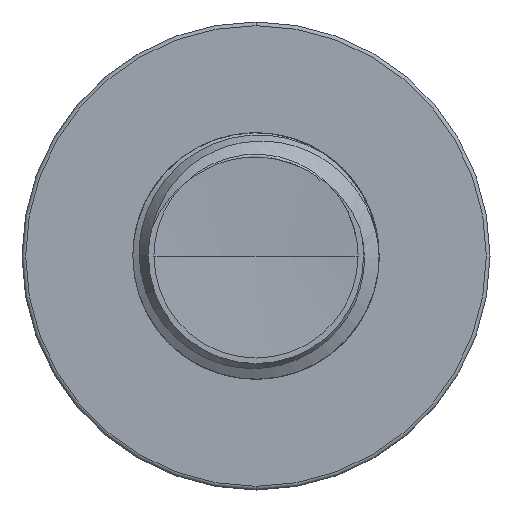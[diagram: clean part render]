
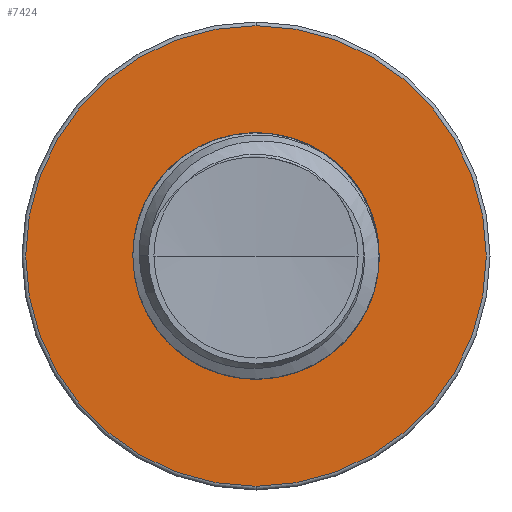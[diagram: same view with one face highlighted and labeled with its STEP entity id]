
A CAD part, front view. The second image highlights one B-rep face of the part: STEP entity #7424.
In plain terms, the highlighted planar face has unit normal (0, -1, 0).
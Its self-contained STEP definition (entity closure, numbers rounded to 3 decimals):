
#51 = EDGE_LOOP ( 'NONE', ( #4147, #14853 ) ) ;
#642 = AXIS2_PLACEMENT_3D ( 'NONE', #28134, #28232, #30718 ) ;
#1001 = EDGE_CURVE ( 'NONE', #26500, #17382, #21265, .T. ) ;
#1390 = CARTESIAN_POINT ( 'NONE',  ( 0., 7.5, 4.675 ) ) ;
#2036 = DIRECTION ( 'NONE',  ( 0., -1., 0. ) ) ;
#4147 = ORIENTED_EDGE ( 'NONE', *, *, #23164, .F. ) ;
#4224 = VERTEX_POINT ( 'NONE', #16304 ) ;
#4666 = ORIENTED_EDGE ( 'NONE', *, *, #30967, .T. ) ;
#4841 = DIRECTION ( 'NONE',  ( 0., 0., -1. ) ) ;
#5818 = EDGE_LOOP ( 'NONE', ( #4666, #22764 ) ) ;
#7424 = ADVANCED_FACE ( 'NONE', ( #14024, #7581 ), #24108, .T. ) ;
#7581 = FACE_BOUND ( 'NONE', #51, .T. ) ;
#7922 = DIRECTION ( 'NONE',  ( 0., -1., 0. ) ) ;
#8018 = CIRCLE ( 'NONE', #19783, 2.438 ) ;
#9281 = AXIS2_PLACEMENT_3D ( 'NONE', #16664, #2036, #19105 ) ;
#9906 = CARTESIAN_POINT ( 'NONE',  ( 0., 7.5, 0. ) ) ;
#11754 = AXIS2_PLACEMENT_3D ( 'NONE', #14588, #19494, #4841 ) ;
#12180 = CARTESIAN_POINT ( 'NONE',  ( 0., 7.5, -2.438 ) ) ;
#12323 = DIRECTION ( 'NONE',  ( 0., 0., -1. ) ) ;
#14024 = FACE_OUTER_BOUND ( 'NONE', #5818, .T. ) ;
#14588 = CARTESIAN_POINT ( 'NONE',  ( 0., 7.5, 2.438 ) ) ;
#14853 = ORIENTED_EDGE ( 'NONE', *, *, #24958, .F. ) ;
#16304 = CARTESIAN_POINT ( 'NONE',  ( 0., 7.5, 2.438 ) ) ;
#16664 = CARTESIAN_POINT ( 'NONE',  ( 0., 7.5, 0. ) ) ;
#17382 = VERTEX_POINT ( 'NONE', #21129 ) ;
#17860 = CIRCLE ( 'NONE', #20746, 2.438 ) ;
#19105 = DIRECTION ( 'NONE',  ( 0., 0., -1. ) ) ;
#19494 = DIRECTION ( 'NONE',  ( 0., -1., 0. ) ) ;
#19783 = AXIS2_PLACEMENT_3D ( 'NONE', #9906, #26579, #12323 ) ;
#20746 = AXIS2_PLACEMENT_3D ( 'NONE', #22377, #7922, #24691 ) ;
#21129 = CARTESIAN_POINT ( 'NONE',  ( 0., 7.5, -4.675 ) ) ;
#21265 = CIRCLE ( 'NONE', #642, 4.675 ) ;
#22377 = CARTESIAN_POINT ( 'NONE',  ( 0., 7.5, 0. ) ) ;
#22764 = ORIENTED_EDGE ( 'NONE', *, *, #1001, .T. ) ;
#23164 = EDGE_CURVE ( 'NONE', #24555, #4224, #8018, .T. ) ;
#23420 = CIRCLE ( 'NONE', #9281, 4.675 ) ;
#24108 = PLANE ( 'NONE',  #11754 ) ;
#24555 = VERTEX_POINT ( 'NONE', #12180 ) ;
#24691 = DIRECTION ( 'NONE',  ( 0., 0., -1. ) ) ;
#24958 = EDGE_CURVE ( 'NONE', #4224, #24555, #17860, .T. ) ;
#26500 = VERTEX_POINT ( 'NONE', #1390 ) ;
#26579 = DIRECTION ( 'NONE',  ( 0., -1., 0. ) ) ;
#28134 = CARTESIAN_POINT ( 'NONE',  ( 0., 7.5, 0. ) ) ;
#28232 = DIRECTION ( 'NONE',  ( 0., -1., 0. ) ) ;
#30718 = DIRECTION ( 'NONE',  ( 0., 0., -1. ) ) ;
#30967 = EDGE_CURVE ( 'NONE', #17382, #26500, #23420, .T. ) ;
